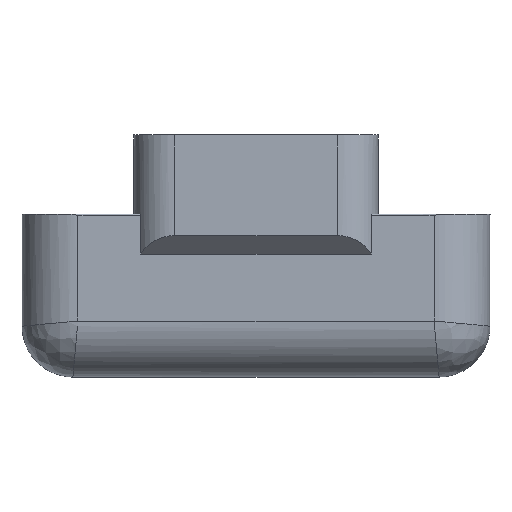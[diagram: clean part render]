
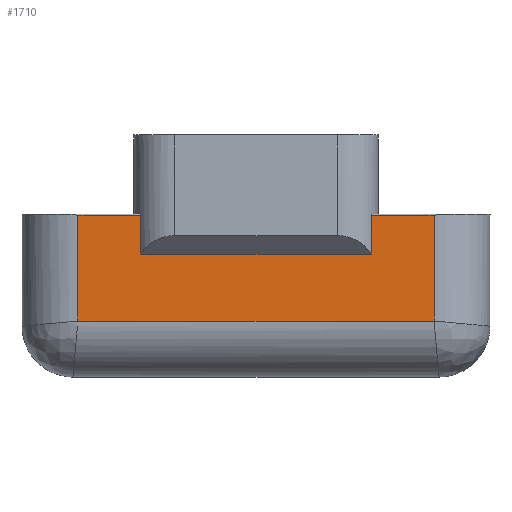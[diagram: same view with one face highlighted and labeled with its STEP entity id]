
A CAD part, top view. The second image highlights one B-rep face of the part: STEP entity #1710.
In plain terms, the highlighted planar face has unit normal (0, 0, 1).
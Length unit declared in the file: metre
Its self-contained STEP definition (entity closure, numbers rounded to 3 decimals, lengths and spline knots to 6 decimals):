
#1710=ADVANCED_FACE('2:14090',(#3642),#3643,.T.);
#3642=FACE_OUTER_BOUND('',#5955,.T.);
#3643=PLANE('',#5956);
#5955=EDGE_LOOP('',(#11123,#11124,#11125,#11126,#11127,#11128,#11129,#11130));
#5956=AXIS2_PLACEMENT_3D('',#11131,#11132,#11133);
#11123=ORIENTED_EDGE('',*,*,#14924,.T.);
#11124=ORIENTED_EDGE('',*,*,#14763,.T.);
#11125=ORIENTED_EDGE('',*,*,#14389,.F.);
#11126=ORIENTED_EDGE('',*,*,#14394,.F.);
#11127=ORIENTED_EDGE('',*,*,#14804,.F.);
#11128=ORIENTED_EDGE('',*,*,#14439,.F.);
#11129=ORIENTED_EDGE('',*,*,#14435,.F.);
#11130=ORIENTED_EDGE('',*,*,#14925,.T.);
#11131=CARTESIAN_POINT('',(0.,0.01572,0.045906));
#11132=DIRECTION('',(0.0,0.0,1.0));
#11133=DIRECTION('',(1.0,0.,0.0));
#14389=EDGE_CURVE('1:189076',#17549,#17544,#17551,.T.);
#14394=EDGE_CURVE('1:2452',#17557,#17549,#17559,.T.);
#14435=EDGE_CURVE('1:176066',#17630,#17632,#17633,.T.);
#14439=EDGE_CURVE('1:2461',#17632,#17638,#17639,.T.);
#14763=EDGE_CURVE('2:12894',#18106,#17544,#18107,.T.);
#14804=EDGE_CURVE('1:2470',#17638,#17557,#18170,.T.);
#14924=EDGE_CURVE('2:14121',#18361,#18106,#18362,.T.);
#14925=EDGE_CURVE('1:175993',#17630,#18361,#18363,.T.);
#17544=VERTEX_POINT('',#22088);
#17549=VERTEX_POINT('',#22101);
#17551=LINE('',#22110,#22111);
#17557=VERTEX_POINT('',#22118);
#17559=LINE('',#22133,#22134);
#17630=VERTEX_POINT('',#22258);
#17632=VERTEX_POINT('',#22268);
#17633=LINE('',#22269,#22270);
#17638=VERTEX_POINT('',#22284);
#17639=LINE('',#22285,#22286);
#18106=VERTEX_POINT('',#23000);
#18107=LINE('',#23001,#23002);
#18170=LINE('',#23105,#23106);
#18361=VERTEX_POINT('',#23380);
#18362=LINE('',#23381,#23382);
#18363=LINE('',#23383,#23384);
#22088=CARTESIAN_POINT('',(-0.011344,0.02362,0.045906));
#22101=CARTESIAN_POINT('',(-0.0175,0.02362,0.045906));
#22110=CARTESIAN_POINT('',(0.,0.02362,0.045906));
#22111=VECTOR('',#25355,1.0);
#22118=CARTESIAN_POINT('',(-0.0175,0.01322,0.045906));
#22133=CARTESIAN_POINT('',(-0.0175,0.01572,0.045906));
#22134=VECTOR('',#25360,1.0);
#22258=CARTESIAN_POINT('',(0.011344,0.02362,0.045906));
#22268=CARTESIAN_POINT('',(0.0175,0.02362,0.045906));
#22269=CARTESIAN_POINT('',(0.,0.02362,0.045906));
#22270=VECTOR('',#25391,1.0);
#22284=CARTESIAN_POINT('',(0.0175,0.01322,0.045906));
#22285=CARTESIAN_POINT('',(0.0175,0.01572,0.045906));
#22286=VECTOR('',#25393,1.0);
#23000=CARTESIAN_POINT('',(-0.011344,0.019808,0.045906));
#23001=CARTESIAN_POINT('',(-0.011344,0.02215,0.045906));
#23002=VECTOR('',#25619,1.0);
#23105=CARTESIAN_POINT('',(0.,0.01322,0.045906));
#23106=VECTOR('',#25656,1.0);
#23380=CARTESIAN_POINT('',(0.011344,0.019808,0.045906));
#23381=CARTESIAN_POINT('',(0.004,0.019808,0.045906));
#23382=VECTOR('',#25782,1.0);
#23383=CARTESIAN_POINT('',(0.011344,0.023425,0.045906));
#23384=VECTOR('',#25783,1.0);
#25355=DIRECTION('',(1.0,0.0,0.0));
#25360=DIRECTION('',(0.0,1.0,0.0));
#25391=DIRECTION('',(1.0,0.0,0.0));
#25393=DIRECTION('',(0.0,-1.0,0.0));
#25619=DIRECTION('',(0.0,1.0,0.));
#25656=DIRECTION('',(-1.0,0.0,0.0));
#25782=DIRECTION('',(-1.0,0.0,0.0));
#25783=DIRECTION('',(0.0,-1.0,0.));
